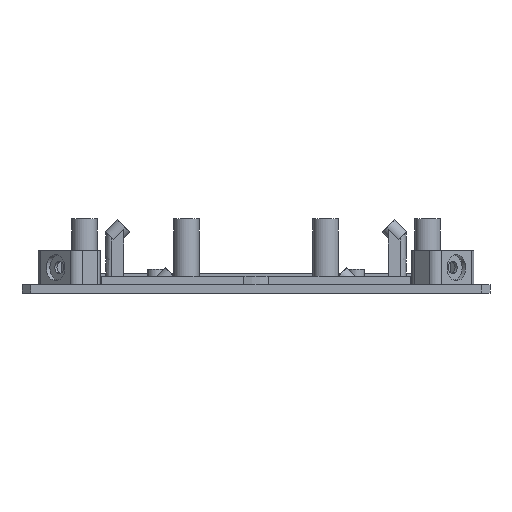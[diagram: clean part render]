
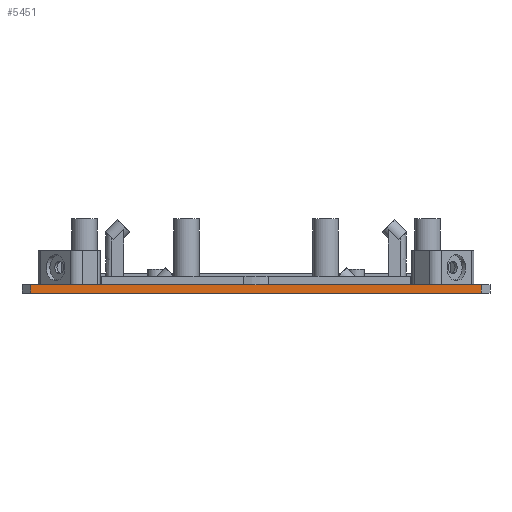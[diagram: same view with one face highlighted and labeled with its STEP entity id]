
A CAD part, front view. The second image highlights one B-rep face of the part: STEP entity #5451.
In plain terms, the highlighted planar face has unit normal (0, -1, 0).
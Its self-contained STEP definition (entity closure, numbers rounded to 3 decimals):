
#44 = PLANE('',#45);
#45 = AXIS2_PLACEMENT_3D('',#46,#47,#48);
#46 = CARTESIAN_POINT('',(55.,-53.,-33.6));
#47 = DIRECTION('',(-0.707,0.707,0.));
#48 = DIRECTION('',(-0.707,-0.707,0.));
#72 = PLANE('',#73);
#73 = AXIS2_PLACEMENT_3D('',#74,#75,#76);
#74 = CARTESIAN_POINT('',(-55.,-55.,-35.6));
#75 = DIRECTION('',(0.,0.,1.));
#76 = DIRECTION('',(1.,0.,0.));
#129 = PLANE('',#130);
#130 = AXIS2_PLACEMENT_3D('',#131,#132,#133);
#131 = CARTESIAN_POINT('',(-55.,-55.,-33.6));
#132 = DIRECTION('',(0.,0.,1.));
#133 = DIRECTION('',(1.,0.,0.));
#146 = VERTEX_POINT('',#147);
#147 = CARTESIAN_POINT('',(53.,-55.,-35.6));
#168 = EDGE_CURVE('',#169,#146,#171,.T.);
#169 = VERTEX_POINT('',#170);
#170 = CARTESIAN_POINT('',(53.,-55.,-33.6));
#171 = SURFACE_CURVE('',#172,(#176,#183),.PCURVE_S1.);
#172 = LINE('',#173,#174);
#173 = CARTESIAN_POINT('',(53.,-55.,-33.6));
#174 = VECTOR('',#175,1.);
#175 = DIRECTION('',(0.,0.,-1.));
#176 = PCURVE('',#44,#177);
#177 = DEFINITIONAL_REPRESENTATION('',(#178),#182);
#178 = LINE('',#179,#180);
#179 = CARTESIAN_POINT('',(2.828,0.));
#180 = VECTOR('',#181,1.);
#181 = DIRECTION('',(-0.,-1.));
#182 = ( GEOMETRIC_REPRESENTATION_CONTEXT(2) 
PARAMETRIC_REPRESENTATION_CONTEXT() REPRESENTATION_CONTEXT('2D SPACE',''
  ) );
#183 = PCURVE('',#184,#189);
#184 = PLANE('',#185);
#185 = AXIS2_PLACEMENT_3D('',#186,#187,#188);
#186 = CARTESIAN_POINT('',(-53.,-55.,-33.6));
#187 = DIRECTION('',(0.,-1.,0.));
#188 = DIRECTION('',(1.,0.,0.));
#189 = DEFINITIONAL_REPRESENTATION('',(#190),#194);
#190 = LINE('',#191,#192);
#191 = CARTESIAN_POINT('',(106.,0.));
#192 = VECTOR('',#193,1.);
#193 = DIRECTION('',(0.,-1.));
#194 = ( GEOMETRIC_REPRESENTATION_CONTEXT(2) 
PARAMETRIC_REPRESENTATION_CONTEXT() REPRESENTATION_CONTEXT('2D SPACE',''
  ) );
#385 = VERTEX_POINT('',#386);
#386 = CARTESIAN_POINT('',(-53.,-55.,-33.6));
#400 = PLANE('',#401);
#401 = AXIS2_PLACEMENT_3D('',#402,#403,#404);
#402 = CARTESIAN_POINT('',(-55.,-53.,-33.6));
#403 = DIRECTION('',(-0.707,-0.707,-0.));
#404 = DIRECTION('',(0.707,-0.707,0.));
#412 = EDGE_CURVE('',#385,#169,#413,.T.);
#413 = SURFACE_CURVE('',#414,(#418,#425),.PCURVE_S1.);
#414 = LINE('',#415,#416);
#415 = CARTESIAN_POINT('',(-53.,-55.,-33.6));
#416 = VECTOR('',#417,1.);
#417 = DIRECTION('',(1.,0.,0.));
#418 = PCURVE('',#129,#419);
#419 = DEFINITIONAL_REPRESENTATION('',(#420),#424);
#420 = LINE('',#421,#422);
#421 = CARTESIAN_POINT('',(2.,0.));
#422 = VECTOR('',#423,1.);
#423 = DIRECTION('',(1.,0.));
#424 = ( GEOMETRIC_REPRESENTATION_CONTEXT(2) 
PARAMETRIC_REPRESENTATION_CONTEXT() REPRESENTATION_CONTEXT('2D SPACE',''
  ) );
#425 = PCURVE('',#184,#426);
#426 = DEFINITIONAL_REPRESENTATION('',(#427),#431);
#427 = LINE('',#428,#429);
#428 = CARTESIAN_POINT('',(0.,0.));
#429 = VECTOR('',#430,1.);
#430 = DIRECTION('',(1.,0.));
#431 = ( GEOMETRIC_REPRESENTATION_CONTEXT(2) 
PARAMETRIC_REPRESENTATION_CONTEXT() REPRESENTATION_CONTEXT('2D SPACE',''
  ) );
#5242 = VERTEX_POINT('',#5243);
#5243 = CARTESIAN_POINT('',(-53.,-55.,-35.6));
#5264 = EDGE_CURVE('',#5242,#146,#5265,.T.);
#5265 = SURFACE_CURVE('',#5266,(#5270,#5277),.PCURVE_S1.);
#5266 = LINE('',#5267,#5268);
#5267 = CARTESIAN_POINT('',(-55.,-55.,-35.6));
#5268 = VECTOR('',#5269,1.);
#5269 = DIRECTION('',(1.,0.,0.));
#5270 = PCURVE('',#72,#5271);
#5271 = DEFINITIONAL_REPRESENTATION('',(#5272),#5276);
#5272 = LINE('',#5273,#5274);
#5273 = CARTESIAN_POINT('',(0.,0.));
#5274 = VECTOR('',#5275,1.);
#5275 = DIRECTION('',(1.,0.));
#5276 = ( GEOMETRIC_REPRESENTATION_CONTEXT(2) 
PARAMETRIC_REPRESENTATION_CONTEXT() REPRESENTATION_CONTEXT('2D SPACE',''
  ) );
#5277 = PCURVE('',#184,#5278);
#5278 = DEFINITIONAL_REPRESENTATION('',(#5279),#5283);
#5279 = LINE('',#5280,#5281);
#5280 = CARTESIAN_POINT('',(-2.,-2.));
#5281 = VECTOR('',#5282,1.);
#5282 = DIRECTION('',(1.,0.));
#5283 = ( GEOMETRIC_REPRESENTATION_CONTEXT(2) 
PARAMETRIC_REPRESENTATION_CONTEXT() REPRESENTATION_CONTEXT('2D SPACE',''
  ) );
#5451 = ADVANCED_FACE('',(#5452),#184,.T.);
#5452 = FACE_BOUND('',#5453,.T.);
#5453 = EDGE_LOOP('',(#5454,#5475,#5476,#5477));
#5454 = ORIENTED_EDGE('',*,*,#5455,.T.);
#5455 = EDGE_CURVE('',#385,#5242,#5456,.T.);
#5456 = SURFACE_CURVE('',#5457,(#5461,#5468),.PCURVE_S1.);
#5457 = LINE('',#5458,#5459);
#5458 = CARTESIAN_POINT('',(-53.,-55.,-33.6));
#5459 = VECTOR('',#5460,1.);
#5460 = DIRECTION('',(0.,0.,-1.));
#5461 = PCURVE('',#184,#5462);
#5462 = DEFINITIONAL_REPRESENTATION('',(#5463),#5467);
#5463 = LINE('',#5464,#5465);
#5464 = CARTESIAN_POINT('',(0.,0.));
#5465 = VECTOR('',#5466,1.);
#5466 = DIRECTION('',(0.,-1.));
#5467 = ( GEOMETRIC_REPRESENTATION_CONTEXT(2) 
PARAMETRIC_REPRESENTATION_CONTEXT() REPRESENTATION_CONTEXT('2D SPACE',''
  ) );
#5468 = PCURVE('',#400,#5469);
#5469 = DEFINITIONAL_REPRESENTATION('',(#5470),#5474);
#5470 = LINE('',#5471,#5472);
#5471 = CARTESIAN_POINT('',(2.828,0.));
#5472 = VECTOR('',#5473,1.);
#5473 = DIRECTION('',(0.,-1.));
#5474 = ( GEOMETRIC_REPRESENTATION_CONTEXT(2) 
PARAMETRIC_REPRESENTATION_CONTEXT() REPRESENTATION_CONTEXT('2D SPACE',''
  ) );
#5475 = ORIENTED_EDGE('',*,*,#5264,.T.);
#5476 = ORIENTED_EDGE('',*,*,#168,.F.);
#5477 = ORIENTED_EDGE('',*,*,#412,.F.);
